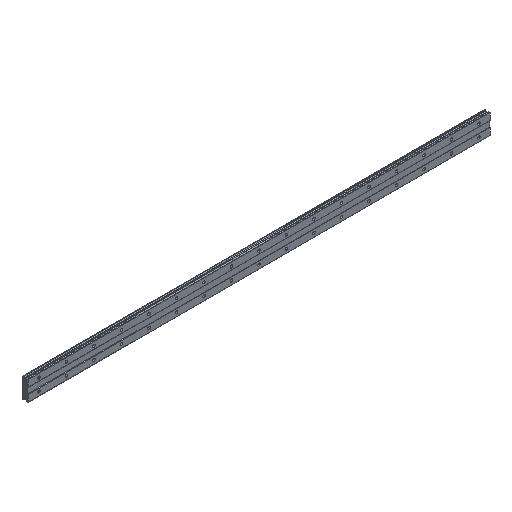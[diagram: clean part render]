
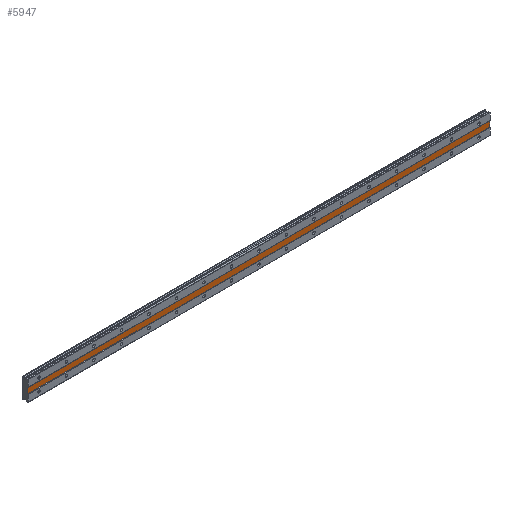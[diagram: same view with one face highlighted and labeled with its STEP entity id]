
A CAD part, isometric view. The second image highlights one B-rep face of the part: STEP entity #5947.
In plain terms, the highlighted planar face has unit normal (0, -1, 0).
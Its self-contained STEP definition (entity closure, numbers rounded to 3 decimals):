
#115 = DIRECTION ( 'NONE',  ( 0., 1., 0. ) ) ;
#123 = AXIS2_PLACEMENT_3D ( 'NONE', #4539, #115, #1112 ) ;
#245 = EDGE_CURVE ( 'NONE', #6151, #3837, #5682, .T. ) ;
#449 = LINE ( 'NONE', #6274, #2505 ) ;
#525 = VECTOR ( 'NONE', #988, 1000. ) ;
#644 = EDGE_CURVE ( 'NONE', #3837, #818, #6127, .T. ) ;
#766 = DIRECTION ( 'NONE',  ( 0., 0., -1. ) ) ;
#818 = VERTEX_POINT ( 'NONE', #954 ) ;
#954 = CARTESIAN_POINT ( 'NONE',  ( 820., 0.5, -5. ) ) ;
#988 = DIRECTION ( 'NONE',  ( 1., 0., 0. ) ) ;
#1112 = DIRECTION ( 'NONE',  ( 0., 0., 1. ) ) ;
#1168 = CARTESIAN_POINT ( 'NONE',  ( 820., 0.5, 5. ) ) ;
#1262 = CARTESIAN_POINT ( 'NONE',  ( -20., 0.5, 18.34 ) ) ;
#1348 = LINE ( 'NONE', #3334, #525 ) ;
#1427 = DIRECTION ( 'NONE',  ( 0., 0., -1. ) ) ;
#1699 = CARTESIAN_POINT ( 'NONE',  ( 820., 0.5, -5. ) ) ;
#1706 = VECTOR ( 'NONE', #4590, 1000. ) ;
#1908 = VECTOR ( 'NONE', #766, 1000. ) ;
#2505 = VECTOR ( 'NONE', #1427, 1000. ) ;
#2534 = ORIENTED_EDGE ( 'NONE', *, *, #4059, .F. ) ;
#2608 = EDGE_LOOP ( 'NONE', ( #6112, #4113, #2534, #4246 ) ) ;
#3050 = PLANE ( 'NONE',  #123 ) ;
#3062 = CARTESIAN_POINT ( 'NONE',  ( -20., 0.5, 5. ) ) ;
#3334 = CARTESIAN_POINT ( 'NONE',  ( 820., 0.5, 5. ) ) ;
#3547 = FACE_OUTER_BOUND ( 'NONE', #2608, .T. ) ;
#3765 = VERTEX_POINT ( 'NONE', #1168 ) ;
#3837 = VERTEX_POINT ( 'NONE', #6000 ) ;
#4059 = EDGE_CURVE ( 'NONE', #6151, #3765, #1348, .T. ) ;
#4113 = ORIENTED_EDGE ( 'NONE', *, *, #4419, .F. ) ;
#4246 = ORIENTED_EDGE ( 'NONE', *, *, #245, .T. ) ;
#4419 = EDGE_CURVE ( 'NONE', #3765, #818, #449, .T. ) ;
#4539 = CARTESIAN_POINT ( 'NONE',  ( 820., 0.5, 5. ) ) ;
#4590 = DIRECTION ( 'NONE',  ( 1., 0., 0. ) ) ;
#5682 = LINE ( 'NONE', #1262, #1908 ) ;
#5947 = ADVANCED_FACE ( 'NONE', ( #3547 ), #3050, .F. ) ;
#6000 = CARTESIAN_POINT ( 'NONE',  ( -20., 0.5, -5. ) ) ;
#6112 = ORIENTED_EDGE ( 'NONE', *, *, #644, .T. ) ;
#6127 = LINE ( 'NONE', #1699, #1706 ) ;
#6151 = VERTEX_POINT ( 'NONE', #3062 ) ;
#6274 = CARTESIAN_POINT ( 'NONE',  ( 820., 0.5, 18.34 ) ) ;
